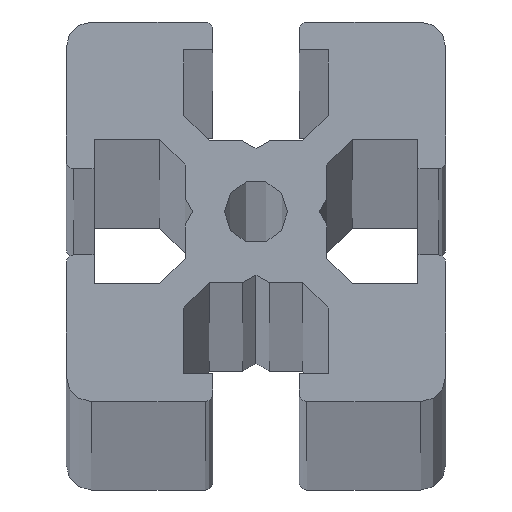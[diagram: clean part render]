
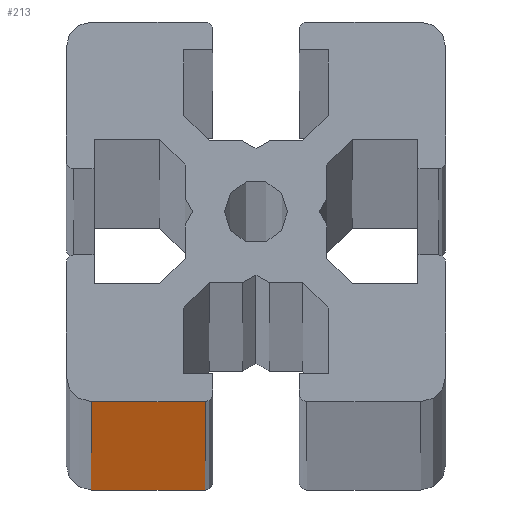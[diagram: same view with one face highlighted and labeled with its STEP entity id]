
A CAD part, top view. The second image highlights one B-rep face of the part: STEP entity #213.
In plain terms, the highlighted planar face has unit normal (0, -1, 0).
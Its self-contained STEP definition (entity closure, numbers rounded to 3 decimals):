
#213 = ADVANCED_FACE( '', ( #434 ), #435, .F. );
#434 = FACE_OUTER_BOUND( '', #657, .T. );
#435 = PLANE( '', #658 );
#657 = EDGE_LOOP( '', ( #1294, #1295, #1296, #1297 ) );
#658 = AXIS2_PLACEMENT_3D( '', #1298, #1299, #1300 );
#1294 = ORIENTED_EDGE( '', *, *, #1613, .T. );
#1295 = ORIENTED_EDGE( '', *, *, #1645, .F. );
#1296 = ORIENTED_EDGE( '', *, *, #1629, .F. );
#1297 = ORIENTED_EDGE( '', *, *, #1654, .T. );
#1298 = CARTESIAN_POINT( '', ( -6.5, -7.5, 2000. ) );
#1299 = DIRECTION( '', ( 0., 1., 0. ) );
#1300 = DIRECTION( '', ( 0., 0., 1. ) );
#1613 = EDGE_CURVE( '', #2023, #2021, #2024, .T. );
#1629 = EDGE_CURVE( '', #2041, #2043, #2044, .T. );
#1645 = EDGE_CURVE( '', #2043, #2021, #2060, .T. );
#1654 = EDGE_CURVE( '', #2041, #2023, #2069, .T. );
#2021 = VERTEX_POINT( '', #2592 );
#2023 = VERTEX_POINT( '', #2594 );
#2024 = LINE( '', #2595, #2596 );
#2041 = VERTEX_POINT( '', #2622 );
#2043 = VERTEX_POINT( '', #2624 );
#2044 = LINE( '', #2625, #2626 );
#2060 = LINE( '', #2653, #2654 );
#2069 = LINE( '', #2663, #2664 );
#2592 = CARTESIAN_POINT( '', ( -2., -7.5, 0. ) );
#2594 = CARTESIAN_POINT( '', ( -6.5, -7.5, 0. ) );
#2595 = CARTESIAN_POINT( '', ( -6.5, -7.5, 0. ) );
#2596 = VECTOR( '', #2889, 1000. );
#2622 = CARTESIAN_POINT( '', ( -6.5, -7.5, 2000. ) );
#2624 = CARTESIAN_POINT( '', ( -2., -7.5, 2000. ) );
#2625 = CARTESIAN_POINT( '', ( -6.5, -7.5, 2000. ) );
#2626 = VECTOR( '', #2911, 1000. );
#2653 = CARTESIAN_POINT( '', ( -2., -7.5, 2000. ) );
#2654 = VECTOR( '', #2932, 1000. );
#2663 = CARTESIAN_POINT( '', ( -6.5, -7.5, 2000. ) );
#2664 = VECTOR( '', #2933, 1000. );
#2889 = DIRECTION( '', ( 1., 0., 0. ) );
#2911 = DIRECTION( '', ( 1., 0., 0. ) );
#2932 = DIRECTION( '', ( 0., 0., -1. ) );
#2933 = DIRECTION( '', ( 0., 0., -1. ) );
